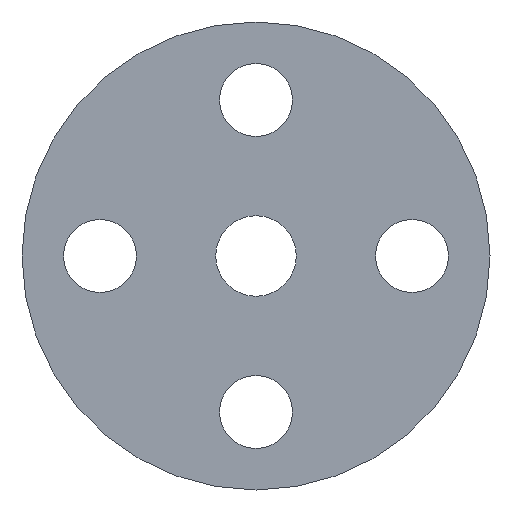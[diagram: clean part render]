
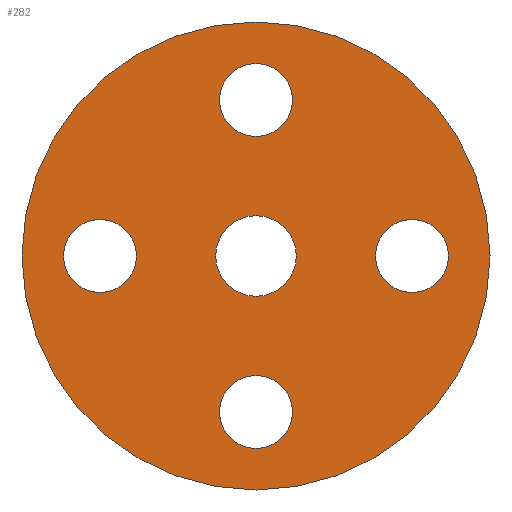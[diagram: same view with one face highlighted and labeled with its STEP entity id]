
A CAD part, front view. The second image highlights one B-rep face of the part: STEP entity #282.
In plain terms, the highlighted planar face has unit normal (0, -1, 0).
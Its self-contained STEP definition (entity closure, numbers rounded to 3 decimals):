
#9 = AXIS2_PLACEMENT_3D ( 'NONE', #183, #230, #204 ) ;
#11 = CARTESIAN_POINT ( 'NONE',  ( 0., 0., -30. ) ) ;
#12 = AXIS2_PLACEMENT_3D ( 'NONE', #108, #111, #149 ) ;
#20 = DIRECTION ( 'NONE',  ( 0., 0., -1. ) ) ;
#23 = DIRECTION ( 'NONE',  ( 0., 1., 0. ) ) ;
#35 = VERTEX_POINT ( 'NONE', #151 ) ;
#43 = DIRECTION ( 'NONE',  ( 0., -1., 0. ) ) ;
#48 = EDGE_LOOP ( 'NONE', ( #274, #75 ) ) ;
#55 = CARTESIAN_POINT ( 'NONE',  ( -30., 0., 0. ) ) ;
#56 = CARTESIAN_POINT ( 'NONE',  ( 0., 0., 30. ) ) ;
#57 = EDGE_CURVE ( 'NONE', #207, #497, #271, .T. ) ;
#62 = FACE_BOUND ( 'NONE', #462, .T. ) ;
#63 = ORIENTED_EDGE ( 'NONE', *, *, #453, .F. ) ;
#68 = CIRCLE ( 'NONE', #368, 7. ) ;
#75 = ORIENTED_EDGE ( 'NONE', *, *, #200, .T. ) ;
#76 = ORIENTED_EDGE ( 'NONE', *, *, #433, .F. ) ;
#85 = EDGE_CURVE ( 'NONE', #189, #329, #248, .T. ) ;
#86 = CARTESIAN_POINT ( 'NONE',  ( 0., 0., 30. ) ) ;
#91 = VERTEX_POINT ( 'NONE', #526 ) ;
#92 = AXIS2_PLACEMENT_3D ( 'NONE', #55, #177, #308 ) ;
#99 = EDGE_CURVE ( 'NONE', #147, #35, #220, .T. ) ;
#100 = DIRECTION ( 'NONE',  ( 0., 0., -1. ) ) ;
#104 = AXIS2_PLACEMENT_3D ( 'NONE', #322, #498, #501 ) ;
#106 = VERTEX_POINT ( 'NONE', #393 ) ;
#108 = CARTESIAN_POINT ( 'NONE',  ( 0., 0., 45. ) ) ;
#111 = DIRECTION ( 'NONE',  ( 0., -1., 0. ) ) ;
#126 = AXIS2_PLACEMENT_3D ( 'NONE', #480, #353, #359 ) ;
#127 = CIRCLE ( 'NONE', #313, 7. ) ;
#128 = DIRECTION ( 'NONE',  ( 0., 0., 1. ) ) ;
#131 = ORIENTED_EDGE ( 'NONE', *, *, #99, .F. ) ;
#147 = VERTEX_POINT ( 'NONE', #223 ) ;
#148 = DIRECTION ( 'NONE',  ( 0., 0., 1. ) ) ;
#149 = DIRECTION ( 'NONE',  ( 0., 0., -1. ) ) ;
#151 = CARTESIAN_POINT ( 'NONE',  ( -30., 0., -7. ) ) ;
#152 = FACE_BOUND ( 'NONE', #262, .T. ) ;
#157 = CIRCLE ( 'NONE', #211, 7. ) ;
#162 = CARTESIAN_POINT ( 'NONE',  ( 30., 0., 0. ) ) ;
#166 = CIRCLE ( 'NONE', #104, 45. ) ;
#167 = DIRECTION ( 'NONE',  ( 0., -1., 0. ) ) ;
#175 = AXIS2_PLACEMENT_3D ( 'NONE', #403, #23, #148 ) ;
#177 = DIRECTION ( 'NONE',  ( 0., -1., 0. ) ) ;
#179 = DIRECTION ( 'NONE',  ( 0., -1., 0. ) ) ;
#183 = CARTESIAN_POINT ( 'NONE',  ( -30., 0., 0. ) ) ;
#184 = DIRECTION ( 'NONE',  ( 0., -1., 0. ) ) ;
#186 = CARTESIAN_POINT ( 'NONE',  ( 0., 0., 7.75 ) ) ;
#189 = VERTEX_POINT ( 'NONE', #254 ) ;
#191 = FACE_OUTER_BOUND ( 'NONE', #264, .T. ) ;
#198 = EDGE_CURVE ( 'NONE', #529, #299, #229, .T. ) ;
#200 = EDGE_CURVE ( 'NONE', #91, #257, #300, .T. ) ;
#203 = CIRCLE ( 'NONE', #266, 7.75 ) ;
#204 = DIRECTION ( 'NONE',  ( 0., 0., -1. ) ) ;
#206 = ORIENTED_EDGE ( 'NONE', *, *, #261, .F. ) ;
#207 = VERTEX_POINT ( 'NONE', #295 ) ;
#211 = AXIS2_PLACEMENT_3D ( 'NONE', #56, #516, #100 ) ;
#220 = CIRCLE ( 'NONE', #92, 7. ) ;
#223 = CARTESIAN_POINT ( 'NONE',  ( -30., 0., 7. ) ) ;
#229 = CIRCLE ( 'NONE', #483, 7. ) ;
#230 = DIRECTION ( 'NONE',  ( 0., -1., 0. ) ) ;
#238 = AXIS2_PLACEMENT_3D ( 'NONE', #382, #336, #128 ) ;
#246 = ORIENTED_EDGE ( 'NONE', *, *, #351, .F. ) ;
#247 = DIRECTION ( 'NONE',  ( 0., 0., -1. ) ) ;
#248 = CIRCLE ( 'NONE', #126, 7. ) ;
#254 = CARTESIAN_POINT ( 'NONE',  ( 30., 0., 7. ) ) ;
#257 = VERTEX_POINT ( 'NONE', #186 ) ;
#261 = EDGE_CURVE ( 'NONE', #106, #288, #68, .T. ) ;
#262 = EDGE_LOOP ( 'NONE', ( #457, #503 ) ) ;
#264 = EDGE_LOOP ( 'NONE', ( #63, #384 ) ) ;
#266 = AXIS2_PLACEMENT_3D ( 'NONE', #407, #286, #454 ) ;
#271 = CIRCLE ( 'NONE', #175, 45. ) ;
#274 = ORIENTED_EDGE ( 'NONE', *, *, #482, .T. ) ;
#282 = ADVANCED_FACE ( 'NONE', ( #484, #152, #62, #477, #439, #191 ), #523, .T. ) ;
#286 = DIRECTION ( 'NONE',  ( 0., 1., 0. ) ) ;
#288 = VERTEX_POINT ( 'NONE', #398 ) ;
#295 = CARTESIAN_POINT ( 'NONE',  ( 0., 0., -45. ) ) ;
#296 = DIRECTION ( 'NONE',  ( 0., 0., -1. ) ) ;
#299 = VERTEX_POINT ( 'NONE', #518 ) ;
#300 = CIRCLE ( 'NONE', #238, 7.75 ) ;
#308 = DIRECTION ( 'NONE',  ( 0., 0., -1. ) ) ;
#312 = CARTESIAN_POINT ( 'NONE',  ( 30., 0., -7. ) ) ;
#313 = AXIS2_PLACEMENT_3D ( 'NONE', #162, #43, #247 ) ;
#322 = CARTESIAN_POINT ( 'NONE',  ( 0., 0., 0. ) ) ;
#329 = VERTEX_POINT ( 'NONE', #312 ) ;
#336 = DIRECTION ( 'NONE',  ( 0., 1., 0. ) ) ;
#342 = EDGE_LOOP ( 'NONE', ( #76, #499 ) ) ;
#345 = AXIS2_PLACEMENT_3D ( 'NONE', #11, #179, #348 ) ;
#348 = DIRECTION ( 'NONE',  ( 0., 0., -1. ) ) ;
#351 = EDGE_CURVE ( 'NONE', #288, #106, #449, .T. ) ;
#353 = DIRECTION ( 'NONE',  ( 0., -1., 0. ) ) ;
#358 = EDGE_LOOP ( 'NONE', ( #206, #246 ) ) ;
#359 = DIRECTION ( 'NONE',  ( 0., 0., -1. ) ) ;
#364 = CARTESIAN_POINT ( 'NONE',  ( 0., 0., 23. ) ) ;
#368 = AXIS2_PLACEMENT_3D ( 'NONE', #478, #184, #20 ) ;
#376 = CARTESIAN_POINT ( 'NONE',  ( 0., 0., 45. ) ) ;
#382 = CARTESIAN_POINT ( 'NONE',  ( 0., 0., 0. ) ) ;
#383 = EDGE_CURVE ( 'NONE', #299, #529, #157, .T. ) ;
#384 = ORIENTED_EDGE ( 'NONE', *, *, #57, .F. ) ;
#393 = CARTESIAN_POINT ( 'NONE',  ( 0., 0., -37. ) ) ;
#397 = EDGE_CURVE ( 'NONE', #35, #147, #467, .T. ) ;
#398 = CARTESIAN_POINT ( 'NONE',  ( 0., 0., -23. ) ) ;
#403 = CARTESIAN_POINT ( 'NONE',  ( 0., 0., 0. ) ) ;
#407 = CARTESIAN_POINT ( 'NONE',  ( 0., 0., 0. ) ) ;
#433 = EDGE_CURVE ( 'NONE', #329, #189, #127, .T. ) ;
#439 = FACE_BOUND ( 'NONE', #48, .T. ) ;
#449 = CIRCLE ( 'NONE', #345, 7. ) ;
#453 = EDGE_CURVE ( 'NONE', #497, #207, #166, .T. ) ;
#454 = DIRECTION ( 'NONE',  ( 0., 0., 1. ) ) ;
#457 = ORIENTED_EDGE ( 'NONE', *, *, #198, .F. ) ;
#462 = EDGE_LOOP ( 'NONE', ( #510, #131 ) ) ;
#467 = CIRCLE ( 'NONE', #9, 7. ) ;
#477 = FACE_BOUND ( 'NONE', #358, .T. ) ;
#478 = CARTESIAN_POINT ( 'NONE',  ( 0., 0., -30. ) ) ;
#480 = CARTESIAN_POINT ( 'NONE',  ( 30., 0., 0. ) ) ;
#482 = EDGE_CURVE ( 'NONE', #257, #91, #203, .T. ) ;
#483 = AXIS2_PLACEMENT_3D ( 'NONE', #86, #167, #296 ) ;
#484 = FACE_BOUND ( 'NONE', #342, .T. ) ;
#497 = VERTEX_POINT ( 'NONE', #376 ) ;
#498 = DIRECTION ( 'NONE',  ( 0., 1., 0. ) ) ;
#499 = ORIENTED_EDGE ( 'NONE', *, *, #85, .F. ) ;
#501 = DIRECTION ( 'NONE',  ( 0., 0., 1. ) ) ;
#503 = ORIENTED_EDGE ( 'NONE', *, *, #383, .F. ) ;
#510 = ORIENTED_EDGE ( 'NONE', *, *, #397, .F. ) ;
#516 = DIRECTION ( 'NONE',  ( 0., -1., 0. ) ) ;
#518 = CARTESIAN_POINT ( 'NONE',  ( 0., 0., 37. ) ) ;
#523 = PLANE ( 'NONE',  #12 ) ;
#526 = CARTESIAN_POINT ( 'NONE',  ( 0., 0., -7.75 ) ) ;
#529 = VERTEX_POINT ( 'NONE', #364 ) ;
